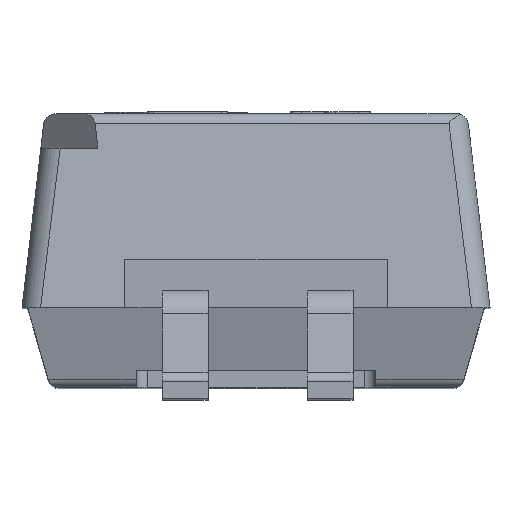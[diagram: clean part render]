
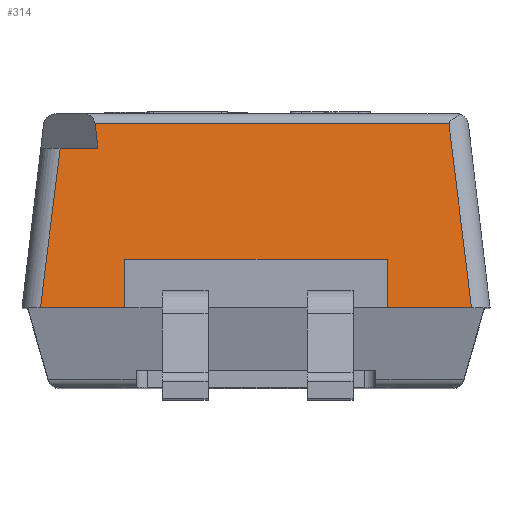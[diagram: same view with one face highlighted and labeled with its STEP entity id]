
A CAD part, top view. The second image highlights one B-rep face of the part: STEP entity #314.
In plain terms, the highlighted planar face has unit normal (0, 0.117, 0.993).
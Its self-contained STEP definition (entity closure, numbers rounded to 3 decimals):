
#314 = ADVANCED_FACE( '', ( #762 ), #763, .F. );
#762 = FACE_OUTER_BOUND( '', #1364, .T. );
#763 = PLANE( '', #1365 );
#1364 = EDGE_LOOP( '', ( #2102, #2103, #2104, #2105, #2106, #2107, #2108, #2109, #2110, #2111 ) );
#1365 = AXIS2_PLACEMENT_3D( '', #2112, #2113, #2114 );
#2102 = ORIENTED_EDGE( '', *, *, #3831, .F. );
#2103 = ORIENTED_EDGE( '', *, *, #3832, .T. );
#2104 = ORIENTED_EDGE( '', *, *, #3833, .F. );
#2105 = ORIENTED_EDGE( '', *, *, #3834, .T. );
#2106 = ORIENTED_EDGE( '', *, *, #3835, .T. );
#2107 = ORIENTED_EDGE( '', *, *, #3836, .F. );
#2108 = ORIENTED_EDGE( '', *, *, #3837, .F. );
#2109 = ORIENTED_EDGE( '', *, *, #3838, .T. );
#2110 = ORIENTED_EDGE( '', *, *, #3839, .F. );
#2111 = ORIENTED_EDGE( '', *, *, #3840, .F. );
#2112 = CARTESIAN_POINT( '', ( 2.05, 2.4, 2.5 ) );
#2113 = DIRECTION( '', ( 0., -0.117, -0.993 ) );
#2114 = DIRECTION( '', ( 0., 0.993, -0.117 ) );
#3831 = EDGE_CURVE( '', #4647, #4648, #4649, .T. );
#3832 = EDGE_CURVE( '', #4647, #4650, #4651, .T. );
#3833 = EDGE_CURVE( '', #4652, #4650, #4653, .T. );
#3834 = EDGE_CURVE( '', #4652, #4654, #4655, .F. );
#3835 = EDGE_CURVE( '', #4654, #4656, #4657, .T. );
#3836 = EDGE_CURVE( '', #4658, #4656, #4659, .T. );
#3837 = EDGE_CURVE( '', #4660, #4658, #4661, .T. );
#3838 = EDGE_CURVE( '', #4660, #4662, #4663, .F. );
#3839 = EDGE_CURVE( '', #4664, #4662, #4665, .T. );
#3840 = EDGE_CURVE( '', #4648, #4664, #4666, .T. );
#4647 = VERTEX_POINT( '', #5793 );
#4648 = VERTEX_POINT( '', #5794 );
#4649 = LINE( '', #5795, #5796 );
#4650 = VERTEX_POINT( '', #5797 );
#4651 = LINE( '', #5798, #5799 );
#4652 = VERTEX_POINT( '', #5800 );
#4653 = LINE( '', #5801, #5802 );
#4654 = VERTEX_POINT( '', #5803 );
#4655 = ELLIPSE( '', #5804, 250.722, 0.2 );
#4656 = VERTEX_POINT( '', #5805 );
#4657 = LINE( '', #5806, #5807 );
#4658 = VERTEX_POINT( '', #5808 );
#4659 = LINE( '', #5809, #5810 );
#4660 = VERTEX_POINT( '', #5811 );
#4661 = LINE( '', #5812, #5813 );
#4662 = VERTEX_POINT( '', #5814 );
#4663 = ELLIPSE( '', #5815, 250.722, 0.2 );
#4664 = VERTEX_POINT( '', #5816 );
#4665 = LINE( '', #5817, #5818 );
#4666 = LINE( '', #5819, #5820 );
#5793 = CARTESIAN_POINT( '', ( 1.15, 1.125, 2.65 ) );
#5794 = CARTESIAN_POINT( '', ( -1.15, 1.125, 2.65 ) );
#5795 = CARTESIAN_POINT( '', ( 2.05, 1.125, 2.65 ) );
#5796 = VECTOR( '', #7073, 1000. );
#5797 = CARTESIAN_POINT( '', ( 1.15, 0.7, 2.7 ) );
#5798 = CARTESIAN_POINT( '', ( 1.15, 2.4, 2.5 ) );
#5799 = VECTOR( '', #7074, 1000. );
#5800 = CARTESIAN_POINT( '', ( 1.888, 0.7, 2.7 ) );
#5801 = CARTESIAN_POINT( '', ( 2.05, 0.7, 2.7 ) );
#5802 = VECTOR( '', #7075, 1000. );
#5803 = CARTESIAN_POINT( '', ( 1.69, 2.312, 2.51 ) );
#5804 = AXIS2_PLACEMENT_3D( '', #7076, #7077, #7078 );
#5805 = CARTESIAN_POINT( '', ( -1.41, 2.312, 2.51 ) );
#5806 = CARTESIAN_POINT( '', ( 2.05, 2.312, 2.51 ) );
#5807 = VECTOR( '', #7079, 1000. );
#5808 = CARTESIAN_POINT( '', ( -1.385, 2.1, 2.535 ) );
#5809 = CARTESIAN_POINT( '', ( -1.373, 2.003, 2.547 ) );
#5810 = VECTOR( '', #7080, 1000. );
#5811 = CARTESIAN_POINT( '', ( -1.716, 2.1, 2.535 ) );
#5812 = CARTESIAN_POINT( '', ( 2.05, 2.1, 2.535 ) );
#5813 = VECTOR( '', #7081, 1000. );
#5814 = CARTESIAN_POINT( '', ( -1.888, 0.7, 2.7 ) );
#5815 = AXIS2_PLACEMENT_3D( '', #7082, #7083, #7084 );
#5816 = CARTESIAN_POINT( '', ( -1.15, 0.7, 2.7 ) );
#5817 = CARTESIAN_POINT( '', ( 2.05, 0.7, 2.7 ) );
#5818 = VECTOR( '', #7085, 1000. );
#5819 = CARTESIAN_POINT( '', ( -1.15, 2.4, 2.5 ) );
#5820 = VECTOR( '', #7086, 1000. );
#7073 = DIRECTION( '', ( -1., 0., 0. ) );
#7074 = DIRECTION( '', ( 0., -0.993, 0.117 ) );
#7075 = DIRECTION( '', ( -1., 0., 0. ) );
#7076 = CARTESIAN_POINT( '', ( 30.47, -242.579, 31.321 ) );
#7077 = DIRECTION( '', ( 0., -0.117, -0.993 ) );
#7078 = DIRECTION( '', ( -0.116, 0.986, -0.116 ) );
#7079 = DIRECTION( '', ( -1., 0., 0. ) );
#7080 = DIRECTION( '', ( -0.116, 0.986, -0.116 ) );
#7081 = DIRECTION( '', ( 1., 0., 0. ) );
#7082 = CARTESIAN_POINT( '', ( -30.47, -242.579, 31.321 ) );
#7083 = DIRECTION( '', ( 0., -0.117, -0.993 ) );
#7084 = DIRECTION( '', ( 0.116, 0.986, -0.116 ) );
#7085 = DIRECTION( '', ( -1., 0., 0. ) );
#7086 = DIRECTION( '', ( 0., -0.993, 0.117 ) );
